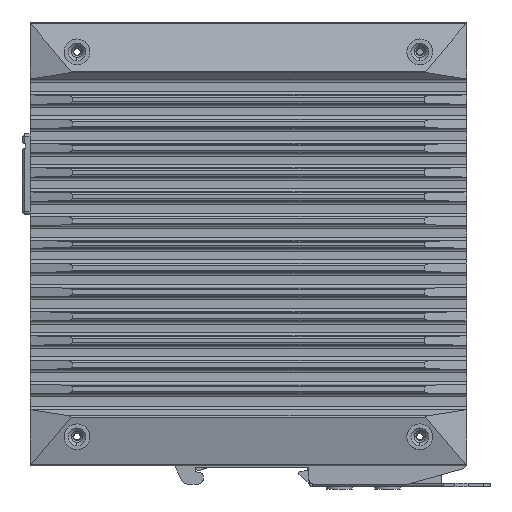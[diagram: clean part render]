
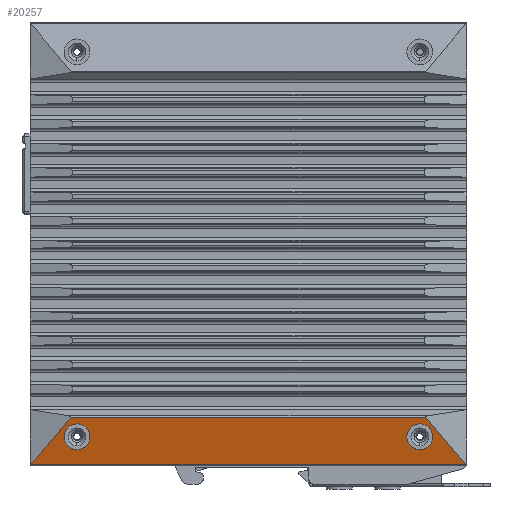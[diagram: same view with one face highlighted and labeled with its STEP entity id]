
A CAD part, front view. The second image highlights one B-rep face of the part: STEP entity #20257.
In plain terms, the highlighted planar face has unit normal (0, -0.963, -0.27).
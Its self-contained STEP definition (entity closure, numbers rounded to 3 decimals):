
#3006=DIRECTION('',(1.,0.,0.));
#3007=VECTOR('',#3006,134.381);
#3008=CARTESIAN_POINT('',(-67.69,-4.702,
-68.135));
#3009=LINE('',#3008,#3007);
#3019=CARTESIAN_POINT('',(-55.341,-8.787,
-53.59));
#3021=DIRECTION('',(-0.633,0.209,-0.745));
#3022=VECTOR('',#3021,19.513);
#3023=CARTESIAN_POINT('',(-55.341,-8.787,
-53.59));
#3024=LINE('',#3023,#3022);
#3025=CARTESIAN_POINT('',(-67.69,-4.702,
-68.135));
#3041=DIRECTION('',(-1.,0.,0.));
#3042=VECTOR('',#3041,109.682);
#3043=CARTESIAN_POINT('',(54.341,-8.787,
-53.59));
#3044=LINE('',#3043,#3042);
#3048=CARTESIAN_POINT('',(66.69,-4.702,
-68.135));
#3050=DIRECTION('',(-0.633,-0.209,0.745));
#3051=VECTOR('',#3050,19.513);
#3052=CARTESIAN_POINT('',(66.69,-4.702,
-68.135));
#3053=LINE('',#3052,#3051);
#3058=CARTESIAN_POINT('',(-53.5,-6.004,-63.5));
#3059=CARTESIAN_POINT('',(-53.029,-6.004,-63.5));
#3060=CARTESIAN_POINT('',(-52.01,-6.052,
-63.329));
#3061=CARTESIAN_POINT('',(-50.587,-6.31,
-62.412));
#3062=CARTESIAN_POINT('',(-49.824,-6.642,
-61.229));
#3063=CARTESIAN_POINT('',(-49.542,-6.925,
-60.222));
#3064=CARTESIAN_POINT('',(-49.479,-7.128,-59.5));
#3065=CARTESIAN_POINT('',(-49.542,-7.33,
-58.778));
#3066=CARTESIAN_POINT('',(-49.824,-7.613,
-57.771));
#3067=CARTESIAN_POINT('',(-50.587,-7.945,
-56.588));
#3068=CARTESIAN_POINT('',(-52.01,-8.203,
-55.671));
#3069=CARTESIAN_POINT('',(-53.029,-8.251,-55.5));
#3070=CARTESIAN_POINT('',(-53.5,-8.251,-55.5));
#3072=CARTESIAN_POINT('',(-53.5,-8.251,-55.5));
#3073=CARTESIAN_POINT('',(-53.971,-8.251,-55.5));
#3074=CARTESIAN_POINT('',(-54.99,-8.203,
-55.671));
#3075=CARTESIAN_POINT('',(-56.413,-7.945,
-56.588));
#3076=CARTESIAN_POINT('',(-57.176,-7.613,
-57.771));
#3077=CARTESIAN_POINT('',(-57.458,-7.33,
-58.778));
#3078=CARTESIAN_POINT('',(-57.521,-7.128,-59.5));
#3079=CARTESIAN_POINT('',(-57.458,-6.925,
-60.222));
#3080=CARTESIAN_POINT('',(-57.176,-6.642,
-61.229));
#3081=CARTESIAN_POINT('',(-56.413,-6.31,
-62.412));
#3082=CARTESIAN_POINT('',(-54.99,-6.052,
-63.329));
#3083=CARTESIAN_POINT('',(-53.971,-6.004,-63.5));
#3084=CARTESIAN_POINT('',(-53.5,-6.004,-63.5));
#3086=CARTESIAN_POINT('',(52.5,-6.004,-63.5));
#3087=CARTESIAN_POINT('',(52.971,-6.004,-63.5));
#3088=CARTESIAN_POINT('',(53.99,-6.052,
-63.329));
#3089=CARTESIAN_POINT('',(55.413,-6.31,
-62.412));
#3090=CARTESIAN_POINT('',(56.176,-6.642,
-61.229));
#3091=CARTESIAN_POINT('',(56.458,-6.925,
-60.222));
#3092=CARTESIAN_POINT('',(56.521,-7.128,-59.5));
#3093=CARTESIAN_POINT('',(56.458,-7.33,
-58.778));
#3094=CARTESIAN_POINT('',(56.176,-7.613,
-57.771));
#3095=CARTESIAN_POINT('',(55.413,-7.945,
-56.588));
#3096=CARTESIAN_POINT('',(53.99,-8.203,
-55.671));
#3097=CARTESIAN_POINT('',(52.971,-8.251,-55.5));
#3098=CARTESIAN_POINT('',(52.5,-8.251,-55.5));
#3100=CARTESIAN_POINT('',(52.5,-8.251,-55.5));
#3101=CARTESIAN_POINT('',(52.029,-8.251,-55.5));
#3102=CARTESIAN_POINT('',(51.01,-8.203,
-55.671));
#3103=CARTESIAN_POINT('',(49.587,-7.945,
-56.588));
#3104=CARTESIAN_POINT('',(48.824,-7.613,
-57.771));
#3105=CARTESIAN_POINT('',(48.542,-7.33,
-58.778));
#3106=CARTESIAN_POINT('',(48.479,-7.128,-59.5));
#3107=CARTESIAN_POINT('',(48.542,-6.925,
-60.222));
#3108=CARTESIAN_POINT('',(48.824,-6.642,
-61.229));
#3109=CARTESIAN_POINT('',(49.587,-6.31,
-62.412));
#3110=CARTESIAN_POINT('',(51.01,-6.052,
-63.329));
#3111=CARTESIAN_POINT('',(52.029,-6.004,-63.5));
#3112=CARTESIAN_POINT('',(52.5,-6.004,-63.5));
#16901=VERTEX_POINT('',#3048);
#16902=CARTESIAN_POINT('',(54.341,-8.787,
-53.59));
#16903=VERTEX_POINT('',#16902);
#16904=VERTEX_POINT('',#3025);
#16905=VERTEX_POINT('',#3019);
#16906=VERTEX_POINT('',#3058);
#16907=VERTEX_POINT('',#3070);
#16908=VERTEX_POINT('',#3086);
#16909=VERTEX_POINT('',#3098);
#20234=CARTESIAN_POINT('',(-68.,-8.9,-53.189));
#20235=DIRECTION('',(0.,0.963,0.27));
#20236=DIRECTION('',(0.,0.27,-0.963));
#20237=AXIS2_PLACEMENT_3D('',#20234,#20235,#20236);
#20238=PLANE('',#20237);
#20239=ORIENTED_EDGE('',*,*,#20184,.F.);
#20240=ORIENTED_EDGE('',*,*,#20200,.F.);
#20241=ORIENTED_EDGE('',*,*,#20215,.F.);
#20242=ORIENTED_EDGE('',*,*,#20226,.F.);
#20243=EDGE_LOOP('',(#20239,#20240,#20241,#20242));
#20244=FACE_OUTER_BOUND('',#20243,.F.);
#20246=ORIENTED_EDGE('',*,*,#20245,.T.);
#20248=ORIENTED_EDGE('',*,*,#20247,.T.);
#20249=EDGE_LOOP('',(#20246,#20248));
#20250=FACE_BOUND('',#20249,.F.);
#20252=ORIENTED_EDGE('',*,*,#20251,.T.);
#20254=ORIENTED_EDGE('',*,*,#20253,.T.);
#20255=EDGE_LOOP('',(#20252,#20254));
#20256=FACE_BOUND('',#20255,.F.);
#3071=B_SPLINE_CURVE_WITH_KNOTS('',3,(#3058,#3059,#3060,#3061,#3062,#3063,#3064,
#3065,#3066,#3067,#3068,#3069,#3070),.UNSPECIFIED.,.F.,.F.,(4,1,1,1,1,1,1,1,1,1,
4),(0.,0.125,0.25,0.375,0.438,0.5,0.563,0.625,0.75,0.875,
1.),.UNSPECIFIED.);
#3085=B_SPLINE_CURVE_WITH_KNOTS('',3,(#3072,#3073,#3074,#3075,#3076,#3077,#3078,
#3079,#3080,#3081,#3082,#3083,#3084),.UNSPECIFIED.,.F.,.F.,(4,1,1,1,1,1,1,1,1,1,
4),(0.,0.125,0.25,0.375,0.438,0.5,0.563,0.625,0.75,0.875,
1.),.UNSPECIFIED.);
#3099=B_SPLINE_CURVE_WITH_KNOTS('',3,(#3086,#3087,#3088,#3089,#3090,#3091,#3092,
#3093,#3094,#3095,#3096,#3097,#3098),.UNSPECIFIED.,.F.,.F.,(4,1,1,1,1,1,1,1,1,1,
4),(0.,0.125,0.25,0.375,0.438,0.5,0.563,0.625,0.75,0.875,
1.),.UNSPECIFIED.);
#3113=B_SPLINE_CURVE_WITH_KNOTS('',3,(#3100,#3101,#3102,#3103,#3104,#3105,#3106,
#3107,#3108,#3109,#3110,#3111,#3112),.UNSPECIFIED.,.F.,.F.,(4,1,1,1,1,1,1,1,1,1,
4),(0.,0.125,0.25,0.375,0.438,0.5,0.563,0.625,0.75,0.875,
1.),.UNSPECIFIED.);
#20184=EDGE_CURVE('',#16904,#16901,#3009,.T.);
#20200=EDGE_CURVE('',#16905,#16904,#3024,.T.);
#20215=EDGE_CURVE('',#16903,#16905,#3044,.T.);
#20226=EDGE_CURVE('',#16901,#16903,#3053,.T.);
#20245=EDGE_CURVE('',#16906,#16907,#3071,.T.);
#20247=EDGE_CURVE('',#16907,#16906,#3085,.T.);
#20251=EDGE_CURVE('',#16908,#16909,#3099,.T.);
#20253=EDGE_CURVE('',#16909,#16908,#3113,.T.);
#20257=ADVANCED_FACE('',(#20244,#20250,#20256),#20238,.F.);
